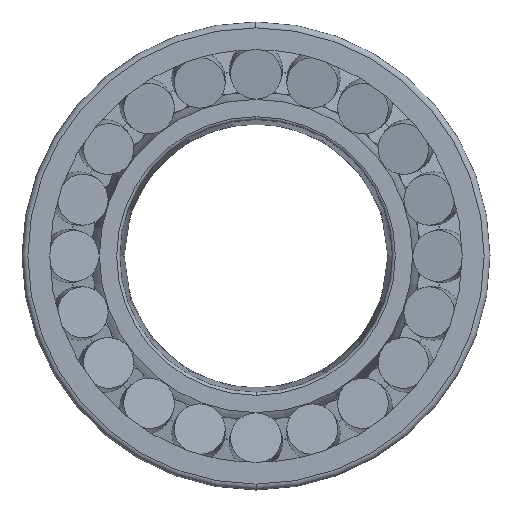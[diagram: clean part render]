
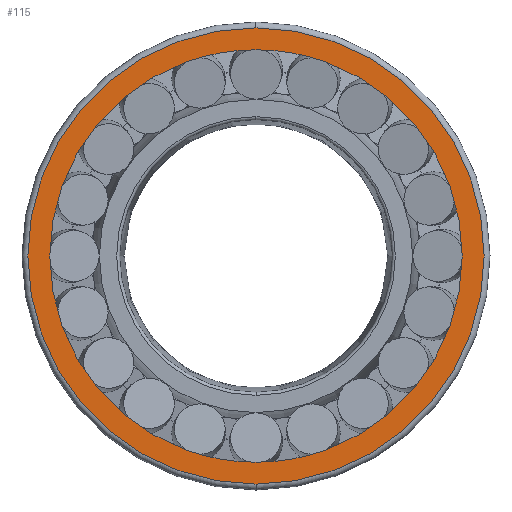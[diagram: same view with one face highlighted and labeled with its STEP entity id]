
A CAD part, left-side view. The second image highlights one B-rep face of the part: STEP entity #115.
In plain terms, the highlighted planar face has unit normal (-1, 0, 0).
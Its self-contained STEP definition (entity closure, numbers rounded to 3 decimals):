
#115=ADVANCED_FACE('',(#453,#454),#455,.T.);
#453=FACE_OUTER_BOUND('',#1112,.T.);
#454=FACE_BOUND('',#1113,.T.);
#455=PLANE('',#1114);
#1112=EDGE_LOOP('',(#2048,#2049,#2050));
#1113=EDGE_LOOP('',(#2051,#2052,#2053));
#1114=AXIS2_PLACEMENT_3D('',#2054,#2055,#2056);
#2048=ORIENTED_EDGE('',*,*,#4132,.F.);
#2049=ORIENTED_EDGE('',*,*,#4131,.F.);
#2050=ORIENTED_EDGE('',*,*,#4173,.F.);
#2051=ORIENTED_EDGE('',*,*,#4177,.T.);
#2052=ORIENTED_EDGE('',*,*,#4110,.T.);
#2053=ORIENTED_EDGE('',*,*,#4178,.T.);
#2054=CARTESIAN_POINT('',(0.0,74.25,0.0));
#2055=DIRECTION('',(-1.0,0.0,0.0));
#2056=DIRECTION('',(0.0,-1.0,0.0));
#4110=EDGE_CURVE('',#4908,#4905,#4909,.T.);
#4131=EDGE_CURVE('',#4947,#4950,#4951,.T.);
#4132=EDGE_CURVE('',#4950,#4952,#4953,.T.);
#4173=EDGE_CURVE('',#4952,#4947,#5010,.T.);
#4177=EDGE_CURVE('',#5015,#4908,#5016,.T.);
#4178=EDGE_CURVE('',#4905,#5015,#5017,.T.);
#4905=VERTEX_POINT('',#6228);
#4908=VERTEX_POINT('',#6231);
#4909=CIRCLE('',#6232,70.5);
#4947=VERTEX_POINT('',#6272);
#4950=VERTEX_POINT('',#6275);
#4951=CIRCLE('',#6276,78.0);
#4952=VERTEX_POINT('',#6277);
#4953=CIRCLE('',#6278,78.0);
#5010=CIRCLE('',#6453,78.0);
#5015=VERTEX_POINT('',#6458);
#5016=CIRCLE('',#6459,70.5);
#5017=CIRCLE('',#6460,70.5);
#6228=CARTESIAN_POINT('',(0.0,0.,-70.5));
#6231=CARTESIAN_POINT('',(0.0,0.,70.5));
#6232=AXIS2_PLACEMENT_3D('',#12996,#12997,#12998);
#6272=CARTESIAN_POINT('',(0.0,0.,-78.0));
#6275=CARTESIAN_POINT('',(0.0,78.0,0.0));
#6276=AXIS2_PLACEMENT_3D('',#13055,#13056,#13057);
#6277=CARTESIAN_POINT('',(0.0,0.,78.0));
#6278=AXIS2_PLACEMENT_3D('',#13058,#13059,#13060);
#6453=AXIS2_PLACEMENT_3D('',#13128,#13129,#13130);
#6458=CARTESIAN_POINT('',(0.0,70.5,0.0));
#6459=AXIS2_PLACEMENT_3D('',#13140,#13141,#13142);
#6460=AXIS2_PLACEMENT_3D('',#13143,#13144,#13145);
#12996=CARTESIAN_POINT('',(0.0,0.0,0.0));
#12997=DIRECTION('',(1.0,0.0,0.0));
#12998=DIRECTION('',(0.0,1.0,0.0));
#13055=CARTESIAN_POINT('',(0.0,0.0,0.0));
#13056=DIRECTION('',(1.0,0.0,0.0));
#13057=DIRECTION('',(0.0,1.0,0.0));
#13058=CARTESIAN_POINT('',(0.0,0.0,0.0));
#13059=DIRECTION('',(1.0,0.0,0.0));
#13060=DIRECTION('',(0.0,1.0,0.0));
#13128=CARTESIAN_POINT('',(0.0,0.0,0.0));
#13129=DIRECTION('',(1.0,0.0,0.0));
#13130=DIRECTION('',(0.0,1.0,0.0));
#13140=CARTESIAN_POINT('',(0.0,0.0,0.0));
#13141=DIRECTION('',(1.0,0.0,0.0));
#13142=DIRECTION('',(0.0,1.0,0.0));
#13143=CARTESIAN_POINT('',(0.0,0.0,0.0));
#13144=DIRECTION('',(1.0,0.0,0.0));
#13145=DIRECTION('',(0.0,1.0,0.0));
